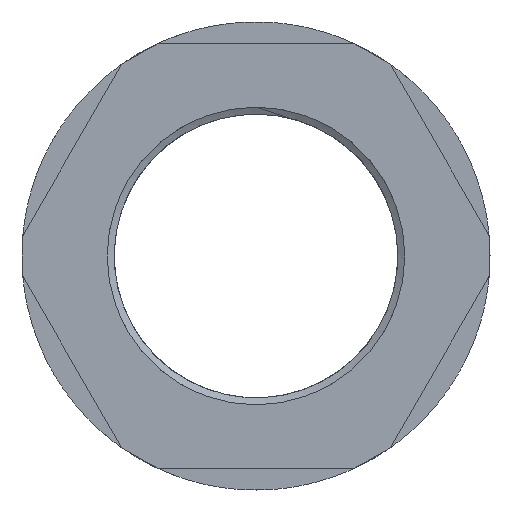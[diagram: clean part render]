
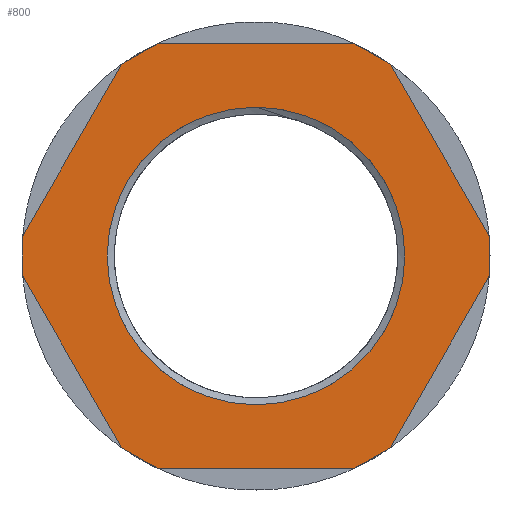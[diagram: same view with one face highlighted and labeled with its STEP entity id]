
A CAD part, left-side view. The second image highlights one B-rep face of the part: STEP entity #800.
In plain terms, the highlighted planar face has unit normal (-1, 0, 0).
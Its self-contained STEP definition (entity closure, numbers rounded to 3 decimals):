
#20=FACE_BOUND('',#259,.T.);
#31=LINE('',#2297,#87);
#34=LINE('',#2308,#90);
#38=LINE('',#2320,#94);
#42=LINE('',#2332,#98);
#46=LINE('',#2344,#102);
#50=LINE('',#2356,#106);
#54=LINE('',#2368,#110);
#58=LINE('',#2380,#114);
#62=LINE('',#2392,#118);
#66=LINE('',#2404,#122);
#70=LINE('',#2416,#126);
#73=LINE('',#2425,#129);
#87=VECTOR('',#930,10.);
#90=VECTOR('',#941,10.);
#94=VECTOR('',#953,10.);
#98=VECTOR('',#965,10.);
#102=VECTOR('',#977,10.);
#106=VECTOR('',#989,10.);
#110=VECTOR('',#1001,10.);
#114=VECTOR('',#1013,10.);
#118=VECTOR('',#1025,10.);
#122=VECTOR('',#1037,10.);
#126=VECTOR('',#1049,10.);
#129=VECTOR('',#1060,10.);
#207=FACE_OUTER_BOUND('',#258,.T.);
#258=EDGE_LOOP('',(#703,#704,#705,#706,#707,#708,#709,#710,#711,#712,#713,
#714,#715,#716,#717,#718,#719,#720,#721,#722,#723,#724,#725,#726));
#259=EDGE_LOOP('',(#727));
#273=CIRCLE('',#825,0.1);
#276=CIRCLE('',#830,0.1);
#277=CIRCLE('',#833,0.1);
#280=CIRCLE('',#838,0.1);
#281=CIRCLE('',#841,0.1);
#284=CIRCLE('',#846,0.1);
#285=CIRCLE('',#849,0.1);
#288=CIRCLE('',#854,0.1);
#289=CIRCLE('',#857,0.1);
#292=CIRCLE('',#862,0.1);
#293=CIRCLE('',#865,0.1);
#296=CIRCLE('',#870,0.1);
#297=CIRCLE('',#880,16.136);
#333=VERTEX_POINT('',#2284);
#334=VERTEX_POINT('',#2285);
#338=VERTEX_POINT('',#2295);
#341=VERTEX_POINT('',#2302);
#342=VERTEX_POINT('',#2304);
#343=VERTEX_POINT('',#2311);
#344=VERTEX_POINT('',#2312);
#349=VERTEX_POINT('',#2326);
#350=VERTEX_POINT('',#2328);
#351=VERTEX_POINT('',#2335);
#352=VERTEX_POINT('',#2336);
#357=VERTEX_POINT('',#2350);
#358=VERTEX_POINT('',#2352);
#359=VERTEX_POINT('',#2359);
#360=VERTEX_POINT('',#2360);
#365=VERTEX_POINT('',#2374);
#366=VERTEX_POINT('',#2376);
#367=VERTEX_POINT('',#2383);
#368=VERTEX_POINT('',#2384);
#373=VERTEX_POINT('',#2398);
#374=VERTEX_POINT('',#2400);
#375=VERTEX_POINT('',#2407);
#376=VERTEX_POINT('',#2408);
#380=VERTEX_POINT('',#2421);
#395=VERTEX_POINT('',#4536);
#413=EDGE_CURVE('',#333,#334,#273,.T.);
#419=EDGE_CURVE('',#333,#338,#31,.T.);
#422=EDGE_CURVE('',#341,#342,#276,.T.);
#424=EDGE_CURVE('',#341,#334,#34,.T.);
#426=EDGE_CURVE('',#343,#344,#277,.T.);
#430=EDGE_CURVE('',#343,#342,#38,.T.);
#434=EDGE_CURVE('',#349,#350,#280,.T.);
#436=EDGE_CURVE('',#349,#344,#42,.T.);
#438=EDGE_CURVE('',#351,#352,#281,.T.);
#442=EDGE_CURVE('',#351,#350,#46,.T.);
#446=EDGE_CURVE('',#357,#358,#284,.T.);
#448=EDGE_CURVE('',#357,#352,#50,.T.);
#450=EDGE_CURVE('',#359,#360,#285,.T.);
#454=EDGE_CURVE('',#359,#358,#54,.T.);
#458=EDGE_CURVE('',#365,#366,#288,.T.);
#460=EDGE_CURVE('',#365,#360,#58,.T.);
#462=EDGE_CURVE('',#367,#368,#289,.T.);
#466=EDGE_CURVE('',#367,#366,#62,.T.);
#470=EDGE_CURVE('',#373,#374,#292,.T.);
#472=EDGE_CURVE('',#373,#368,#66,.T.);
#474=EDGE_CURVE('',#375,#376,#293,.T.);
#478=EDGE_CURVE('',#375,#374,#70,.T.);
#482=EDGE_CURVE('',#380,#338,#296,.T.);
#483=EDGE_CURVE('',#380,#376,#73,.T.);
#507=EDGE_CURVE('',#395,#395,#297,.T.);
#703=ORIENTED_EDGE('',*,*,#413,.F.);
#704=ORIENTED_EDGE('',*,*,#419,.T.);
#705=ORIENTED_EDGE('',*,*,#482,.F.);
#706=ORIENTED_EDGE('',*,*,#483,.T.);
#707=ORIENTED_EDGE('',*,*,#474,.F.);
#708=ORIENTED_EDGE('',*,*,#478,.T.);
#709=ORIENTED_EDGE('',*,*,#470,.F.);
#710=ORIENTED_EDGE('',*,*,#472,.T.);
#711=ORIENTED_EDGE('',*,*,#462,.F.);
#712=ORIENTED_EDGE('',*,*,#466,.T.);
#713=ORIENTED_EDGE('',*,*,#458,.F.);
#714=ORIENTED_EDGE('',*,*,#460,.T.);
#715=ORIENTED_EDGE('',*,*,#450,.F.);
#716=ORIENTED_EDGE('',*,*,#454,.T.);
#717=ORIENTED_EDGE('',*,*,#446,.F.);
#718=ORIENTED_EDGE('',*,*,#448,.T.);
#719=ORIENTED_EDGE('',*,*,#438,.F.);
#720=ORIENTED_EDGE('',*,*,#442,.T.);
#721=ORIENTED_EDGE('',*,*,#434,.F.);
#722=ORIENTED_EDGE('',*,*,#436,.T.);
#723=ORIENTED_EDGE('',*,*,#426,.F.);
#724=ORIENTED_EDGE('',*,*,#430,.T.);
#725=ORIENTED_EDGE('',*,*,#422,.F.);
#726=ORIENTED_EDGE('',*,*,#424,.T.);
#727=ORIENTED_EDGE('',*,*,#507,.T.);
#756=PLANE('',#885);
#800=ADVANCED_FACE('',(#207,#20),#756,.T.);
#825=AXIS2_PLACEMENT_3D('',#2286,#920,#921);
#830=AXIS2_PLACEMENT_3D('',#2305,#936,#937);
#833=AXIS2_PLACEMENT_3D('',#2313,#945,#946);
#838=AXIS2_PLACEMENT_3D('',#2329,#960,#961);
#841=AXIS2_PLACEMENT_3D('',#2337,#969,#970);
#846=AXIS2_PLACEMENT_3D('',#2353,#984,#985);
#849=AXIS2_PLACEMENT_3D('',#2361,#993,#994);
#854=AXIS2_PLACEMENT_3D('',#2377,#1008,#1009);
#857=AXIS2_PLACEMENT_3D('',#2385,#1017,#1018);
#862=AXIS2_PLACEMENT_3D('',#2401,#1032,#1033);
#865=AXIS2_PLACEMENT_3D('',#2409,#1041,#1042);
#870=AXIS2_PLACEMENT_3D('',#2423,#1056,#1057);
#880=AXIS2_PLACEMENT_3D('',#4537,#1085,#1086);
#885=AXIS2_PLACEMENT_3D('',#4543,#1095,#1096);
#920=DIRECTION('center_axis',(1.,0.,0.));
#921=DIRECTION('ref_axis',(0.,-0.259,0.966));
#930=DIRECTION('',(0.,1.,0.));
#936=DIRECTION('center_axis',(1.,0.,0.));
#937=DIRECTION('ref_axis',(0.,-0.707,0.707));
#941=DIRECTION('',(0.,0.866,0.5));
#945=DIRECTION('center_axis',(1.,0.,0.));
#946=DIRECTION('ref_axis',(0.,-0.966,0.259));
#953=DIRECTION('',(0.,0.5,0.866));
#960=DIRECTION('center_axis',(1.,0.,0.));
#961=DIRECTION('ref_axis',(0.,-0.966,-0.259));
#965=DIRECTION('',(0.,0.,1.));
#969=DIRECTION('center_axis',(1.,0.,0.));
#970=DIRECTION('ref_axis',(0.,-0.707,-0.707));
#977=DIRECTION('',(0.,-0.5,0.866));
#984=DIRECTION('center_axis',(1.,0.,0.));
#985=DIRECTION('ref_axis',(0.,-0.259,-0.966));
#989=DIRECTION('',(0.,-0.866,0.5));
#993=DIRECTION('center_axis',(1.,0.,0.));
#994=DIRECTION('ref_axis',(0.,0.259,-0.966));
#1001=DIRECTION('',(0.,-1.,0.));
#1008=DIRECTION('center_axis',(1.,0.,0.));
#1009=DIRECTION('ref_axis',(0.,0.707,-0.707));
#1013=DIRECTION('',(0.,-0.866,-0.5));
#1017=DIRECTION('center_axis',(1.,0.,0.));
#1018=DIRECTION('ref_axis',(0.,0.966,-0.259));
#1025=DIRECTION('',(0.,-0.5,-0.866));
#1032=DIRECTION('center_axis',(1.,0.,0.));
#1033=DIRECTION('ref_axis',(0.,0.966,0.259));
#1037=DIRECTION('',(0.,0.,-1.));
#1041=DIRECTION('center_axis',(1.,0.,0.));
#1042=DIRECTION('ref_axis',(0.,0.707,0.707));
#1049=DIRECTION('',(0.,0.5,-0.866));
#1056=DIRECTION('center_axis',(1.,0.,0.));
#1057=DIRECTION('ref_axis',(0.,0.259,0.966));
#1060=DIRECTION('',(0.,0.866,-0.5));
#1085=DIRECTION('center_axis',(1.,0.,0.));
#1086=DIRECTION('ref_axis',(0.,0.,-1.));
#1095=DIRECTION('center_axis',(-1.,0.,0.));
#1096=DIRECTION('ref_axis',(0.,0.,1.));
#2284=CARTESIAN_POINT('',(-19.,-10.68,23.));
#2285=CARTESIAN_POINT('',(-19.,-10.73,22.987));
#2286=CARTESIAN_POINT('Origin',(-19.,-10.68,22.9));
#2295=CARTESIAN_POINT('',(-19.,10.68,23.));
#2297=CARTESIAN_POINT('',(-19.,7.332,23.));
#2302=CARTESIAN_POINT('',(-19.,-14.542,20.786));
#2304=CARTESIAN_POINT('',(-19.,-14.579,20.749));
#2305=CARTESIAN_POINT('Origin',(-19.,-14.492,20.699));
#2308=CARTESIAN_POINT('',(-19.,-4.087,26.822));
#2311=CARTESIAN_POINT('',(-19.,-25.259,2.251));
#2312=CARTESIAN_POINT('',(-19.,-25.272,2.201));
#2313=CARTESIAN_POINT('Origin',(-19.,-25.172,2.201));
#2320=CARTESIAN_POINT('',(-19.,-19.424,12.357));
#2326=CARTESIAN_POINT('',(-19.,-25.272,-2.201));
#2328=CARTESIAN_POINT('',(-19.,-25.259,-2.251));
#2329=CARTESIAN_POINT('Origin',(-19.,-25.172,-2.201));
#2332=CARTESIAN_POINT('',(-19.,-25.272,-1.114));
#2335=CARTESIAN_POINT('',(-19.,-14.579,-20.749));
#2336=CARTESIAN_POINT('',(-19.,-14.542,-20.786));
#2337=CARTESIAN_POINT('Origin',(-19.,-14.492,-20.699));
#2344=CARTESIAN_POINT('',(-19.,-14.071,-21.629));
#2350=CARTESIAN_POINT('',(-19.,-10.73,-22.987));
#2352=CARTESIAN_POINT('',(-19.,-10.68,-23.));
#2353=CARTESIAN_POINT('Origin',(-19.,-10.68,-22.9));
#2356=CARTESIAN_POINT('',(-19.,-2.158,-27.936));
#2359=CARTESIAN_POINT('',(-19.,10.68,-23.));
#2360=CARTESIAN_POINT('',(-19.,10.73,-22.987));
#2361=CARTESIAN_POINT('Origin',(-19.,10.68,-22.9));
#2368=CARTESIAN_POINT('',(-19.,18.038,-23.));
#2374=CARTESIAN_POINT('',(-19.,14.542,-20.786));
#2376=CARTESIAN_POINT('',(-19.,14.579,-20.749));
#2377=CARTESIAN_POINT('Origin',(-19.,14.492,-20.699));
#2380=CARTESIAN_POINT('',(-19.,23.114,-15.837));
#2383=CARTESIAN_POINT('',(-19.,25.259,-2.251));
#2384=CARTESIAN_POINT('',(-19.,25.272,-2.201));
#2385=CARTESIAN_POINT('Origin',(-19.,25.172,-2.201));
#2392=CARTESIAN_POINT('',(-19.,25.767,-1.371));
#2398=CARTESIAN_POINT('',(-19.,25.272,2.201));
#2400=CARTESIAN_POINT('',(-19.,25.259,2.251));
#2401=CARTESIAN_POINT('Origin',(-19.,25.172,2.201));
#2404=CARTESIAN_POINT('',(-19.,25.272,1.114));
#2407=CARTESIAN_POINT('',(-19.,14.579,20.749));
#2408=CARTESIAN_POINT('',(-19.,14.542,20.786));
#2409=CARTESIAN_POINT('Origin',(-19.,14.492,20.699));
#2416=CARTESIAN_POINT('',(-19.,20.413,10.643));
#2421=CARTESIAN_POINT('',(-19.,10.73,22.987));
#2423=CARTESIAN_POINT('Origin',(-19.,10.68,22.9));
#2425=CARTESIAN_POINT('',(-19.,21.185,16.95));
#4536=CARTESIAN_POINT('',(-19.,16.136,0.));
#4537=CARTESIAN_POINT('Origin',(-19.,0.,0.));
#4543=CARTESIAN_POINT('Origin',(-19.,25.37,0.));
